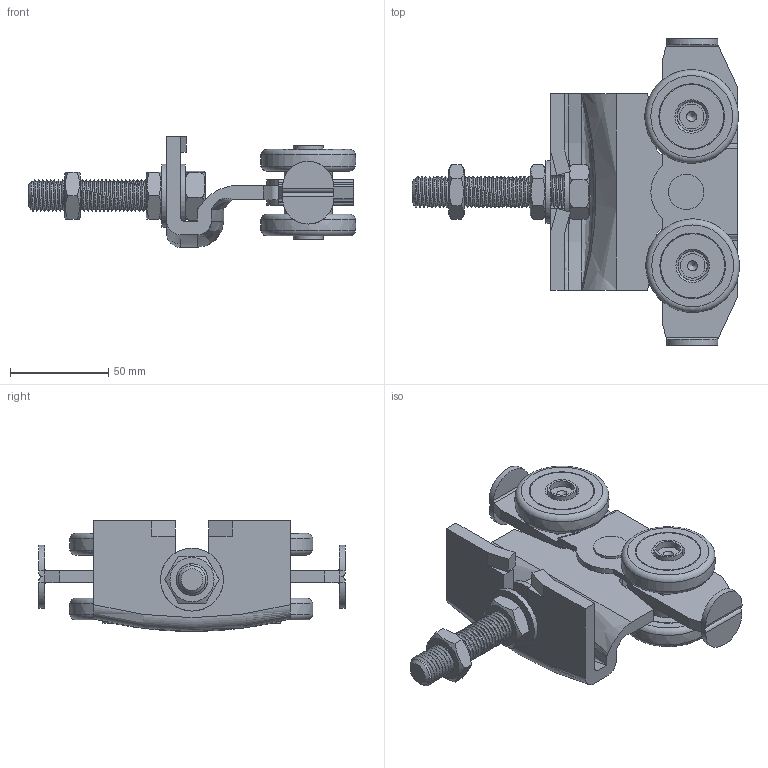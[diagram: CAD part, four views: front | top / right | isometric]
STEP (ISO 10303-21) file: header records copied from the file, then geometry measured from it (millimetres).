
FILE_DESCRIPTION((''),'2;1');
FILE_NAME('9252.stp','2013-06-06T11:31:56',('Marc'),(''),'Autodesk Inventor 2013','Autodesk Inventor 2013','');
FILE_SCHEMA(('AUTOMOTIVE_DESIGN { 1 0 10303 214 1 1 1 1 }'));
Length unit declared in the file: millimetre
Products named in the file (1): Pièce10
Bounding box: 166.75 x 156 x 56.35 mm (x, y, z)
Volume: 81353.1 mm3; surface area: 93999.5 mm2
Topology: 11 solids, 12 shells, 323 faces, 782 edges, 496 vertices
Faces by surface type: plane 162, cylinder 102, cone 24, torus 20, bspline 15
Full cylindrical faces by diameter (mm): 6 x1, 12.5 x4, 14 x1, 14.8 x4, 15 x4, 15.8 x1, 16 x1, 16.2 x2, 16.3 x1, 18 x1, 24 x4, 32 x2, 32.6 x8, 33.4 x8
Entity records: 13856 total; most frequent: CARTESIAN_POINT 6443, DIRECTION 1431, ORIENTED_EDGE 1328, EDGE_CURVE 664, AXIS2_PLACEMENT_3D 541, VERTEX_POINT 470, EDGE_LOOP 458, VECTOR 349
